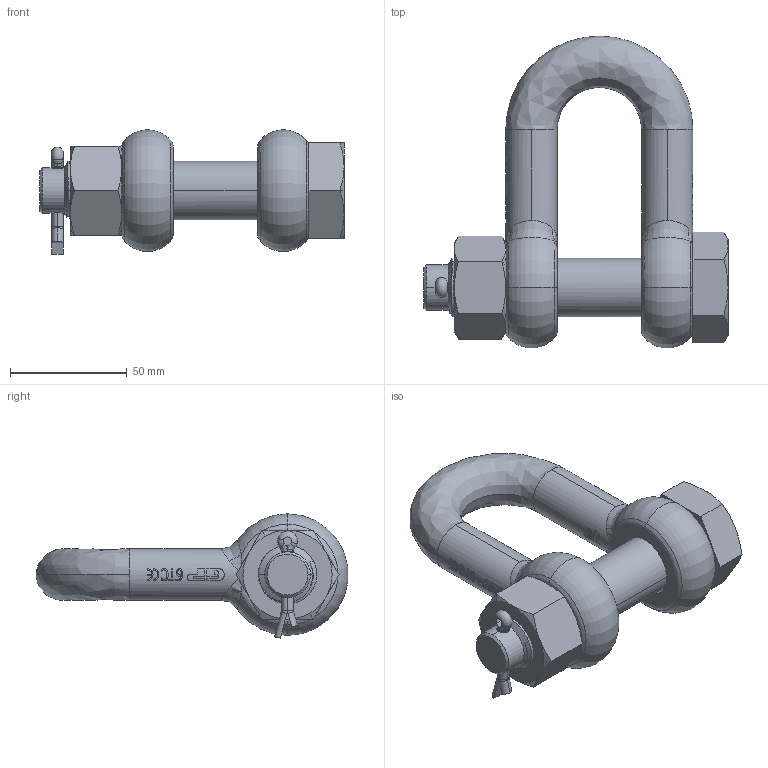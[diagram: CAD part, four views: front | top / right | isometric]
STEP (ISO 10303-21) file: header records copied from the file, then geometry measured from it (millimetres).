
FILE_DESCRIPTION (( 'STEP AP203' ), '1' );
FILE_NAME ('GPGDMB22.step', '2009-08-07T12:14:16', ( '.' ), ( '.' ), 'SwSTEP 2.0', 'SolidWorks 2009', '' );
FILE_SCHEMA (( 'CONFIG_CONTROL_DESIGN' ));
Length unit declared in the file: millimetre
Products named in the file (5): 6,5_4; 6,5_2; 6,5_3; 6,5_1; GPGDMB22
Assembly tree (4 placements, depth 2):
  GPGDMB22
    6,5_2
    6,5_3
    6,5_1
    6,5_4
Bounding box: 130 x 133.31 x 53.17 mm (x, y, z)
Volume: 218378.1 mm3; surface area: 49361.3 mm2
Topology: 4 solids, 4 shells, 626 faces, 1696 edges, 1107 vertices
Faces by surface type: bspline 253, plane 234, cylinder 99, cone 29, torus 11
Entity records: 33559 total; most frequent: CARTESIAN_POINT 19247, ORIENTED_EDGE 3376, DIRECTION 2006, EDGE_CURVE 1688, VERTEX_POINT 1107, VECTOR 790, LINE 790, EDGE_LOOP 671
